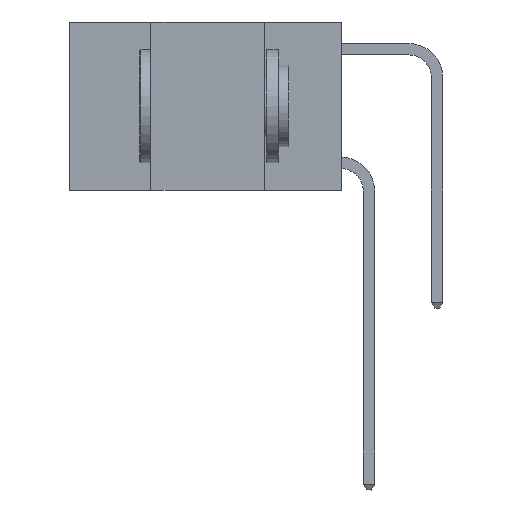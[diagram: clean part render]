
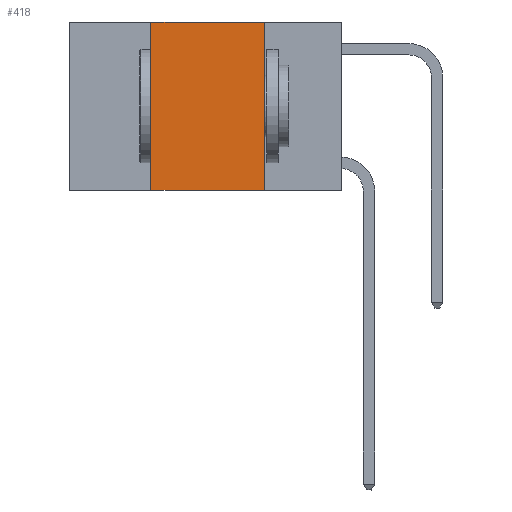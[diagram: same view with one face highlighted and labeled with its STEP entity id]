
A CAD part, left-side view. The second image highlights one B-rep face of the part: STEP entity #418.
In plain terms, the highlighted planar face has unit normal (-1, 0, 0).
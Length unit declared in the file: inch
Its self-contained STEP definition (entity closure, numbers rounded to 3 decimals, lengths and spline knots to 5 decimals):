
#54 = DIRECTION ( 'NONE',  ( 0., -1., 0. ) ) ;
#418 = ADVANCED_FACE ( 'NONE', ( #12385 ), #12406, .F. ) ;
#750 = CARTESIAN_POINT ( 'NONE',  ( 0., 0.6, 0. ) ) ;
#845 = ORIENTED_EDGE ( 'NONE', *, *, #11226, .F. ) ;
#1216 = VERTEX_POINT ( 'NONE', #11087 ) ;
#1826 = VECTOR ( 'NONE', #54, 39.37008 ) ;
#1918 = CARTESIAN_POINT ( 'NONE',  ( 0., 0.42, 0. ) ) ;
#2162 = LINE ( 'NONE', #5445, #1826 ) ;
#3820 = VERTEX_POINT ( 'NONE', #3949 ) ;
#3949 = CARTESIAN_POINT ( 'NONE',  ( 0., 0.42, -0.37 ) ) ;
#4446 = DIRECTION ( 'NONE',  ( 0., 0., -1. ) ) ;
#4911 = CARTESIAN_POINT ( 'NONE',  ( 0., 0.17, 0. ) ) ;
#5160 = DIRECTION ( 'NONE',  ( 0., 0., 1. ) ) ;
#5445 = CARTESIAN_POINT ( 'NONE',  ( 0., 0.6, -0.37 ) ) ;
#6056 = DIRECTION ( 'NONE',  ( 1., 0., 0. ) ) ;
#6169 = ORIENTED_EDGE ( 'NONE', *, *, #8342, .F. ) ;
#6292 = LINE ( 'NONE', #4911, #11375 ) ;
#6527 = LINE ( 'NONE', #8380, #12232 ) ;
#6807 = CARTESIAN_POINT ( 'NONE',  ( 0., 0.17, -0.37 ) ) ;
#7733 = EDGE_CURVE ( 'NONE', #3820, #9804, #7966, .T. ) ;
#7783 = ORIENTED_EDGE ( 'NONE', *, *, #10940, .T. ) ;
#7966 = LINE ( 'NONE', #1918, #10349 ) ;
#8247 = ORIENTED_EDGE ( 'NONE', *, *, #7733, .F. ) ;
#8342 = EDGE_CURVE ( 'NONE', #9804, #1216, #6527, .T. ) ;
#8380 = CARTESIAN_POINT ( 'NONE',  ( 0., 0.6, 0. ) ) ;
#8445 = AXIS2_PLACEMENT_3D ( 'NONE', #750, #6056, #4446 ) ;
#8955 = DIRECTION ( 'NONE',  ( 0., 0., -1. ) ) ;
#9292 = EDGE_LOOP ( 'NONE', ( #845, #6169, #8247, #7783 ) ) ;
#9380 = DIRECTION ( 'NONE',  ( 0., -1., 0. ) ) ;
#9804 = VERTEX_POINT ( 'NONE', #10778 ) ;
#9882 = VERTEX_POINT ( 'NONE', #6807 ) ;
#10349 = VECTOR ( 'NONE', #5160, 39.37008 ) ;
#10778 = CARTESIAN_POINT ( 'NONE',  ( 0., 0.42, 0. ) ) ;
#10940 = EDGE_CURVE ( 'NONE', #3820, #9882, #2162, .T. ) ;
#11087 = CARTESIAN_POINT ( 'NONE',  ( 0., 0.17, 0. ) ) ;
#11226 = EDGE_CURVE ( 'NONE', #1216, #9882, #6292, .T. ) ;
#11375 = VECTOR ( 'NONE', #8955, 39.37008 ) ;
#12232 = VECTOR ( 'NONE', #9380, 39.37008 ) ;
#12385 = FACE_OUTER_BOUND ( 'NONE', #9292, .T. ) ;
#12406 = PLANE ( 'NONE',  #8445 ) ;
